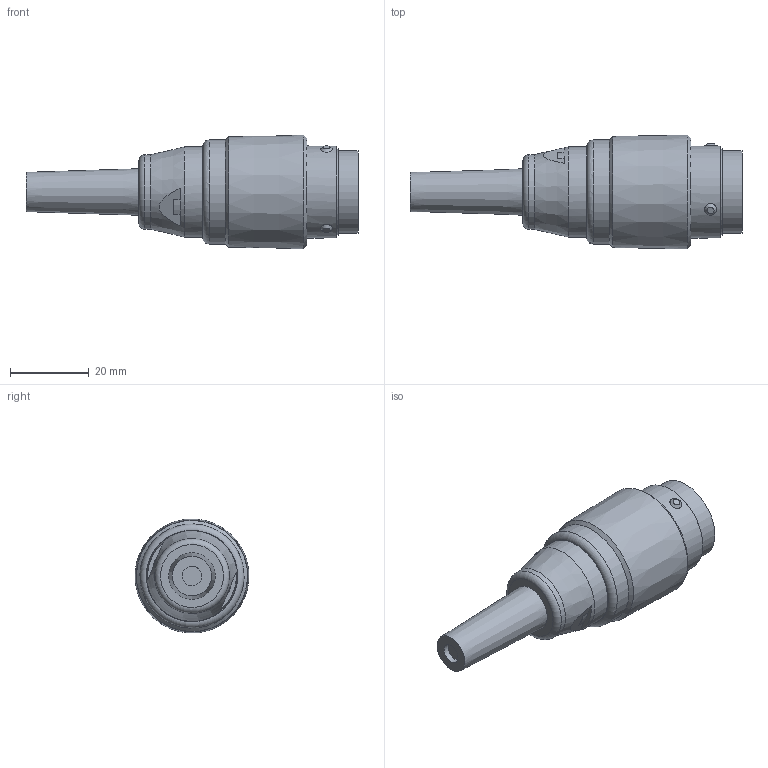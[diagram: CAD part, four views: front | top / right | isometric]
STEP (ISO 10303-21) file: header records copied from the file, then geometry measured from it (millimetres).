
FILE_DESCRIPTION(/* description */ (''),/* implementation_level */ '2;1');
FILE_NAME(/* name */ '09_0055_00_03_001_00.stp',/* time_stamp */ '2012-09-21T11:19:24+02:00',/* author */ (''),/* organization */ (''),/* preprocessor_version */ 'ST-DEVELOPER v11',/* originating_system */ 'SIEMENS UGS NX 6.0',/* authorisation */ '');
FILE_SCHEMA (('CONFIG_CONTROL_DESIGN'));
Length unit declared in the file: millimetre
Products named in the file (1): sgroEB0Aow1e
Bounding box: 84.4 x 28.97 x 28.97 mm (x, y, z)
Volume: 27014 mm3; surface area: 7238 mm2
Topology: 1 solids, 4 shells, 87 faces, 181 edges, 115 vertices
Faces by surface type: plane 49, cylinder 21, cone 11, torus 3, bspline 2, sphere 1
Full cylindrical faces by diameter (mm): 5 x1, 18.1 x1, 19 x1, 21 x1, 21.9 x1, 23 x1, 23.4 x1, 26.5 x1
Entity records: 2557 total; most frequent: CARTESIAN_POINT 804, DIRECTION 354, ORIENTED_EDGE 284, EDGE_CURVE 142, AXIS2_PLACEMENT_3D 139, EDGE_LOOP 124, VERTEX_POINT 100, ADVANCED_FACE 87
